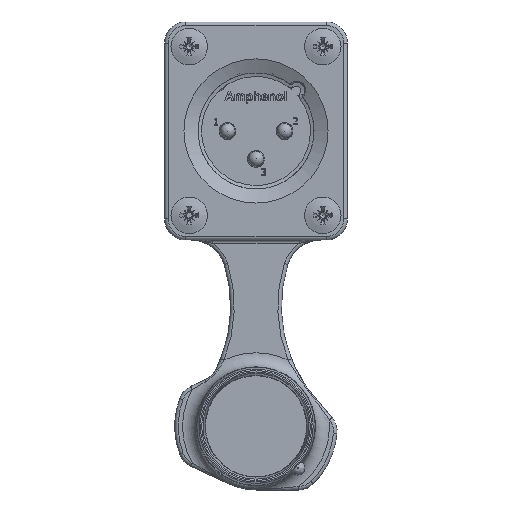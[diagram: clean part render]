
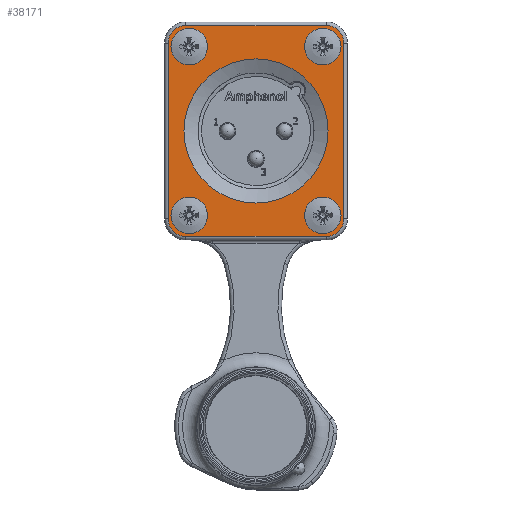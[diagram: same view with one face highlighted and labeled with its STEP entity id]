
A CAD part, top view. The second image highlights one B-rep face of the part: STEP entity #38171.
In plain terms, the highlighted planar face has unit normal (0, 0, 1).
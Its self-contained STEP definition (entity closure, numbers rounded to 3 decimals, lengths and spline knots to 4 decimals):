
#4419=FACE_BOUND('',#9076,.T.);
#4420=FACE_BOUND('',#9077,.T.);
#4421=FACE_BOUND('',#9078,.T.);
#4422=FACE_BOUND('',#9079,.T.);
#4423=FACE_BOUND('',#9080,.T.);
#4897=PLANE('',#40205);
#6925=FACE_OUTER_BOUND('',#9075,.T.);
#9075=EDGE_LOOP('',(#33530,#33531,#33532,#33533,#33534,#33535,#33536,#33537));
#9076=EDGE_LOOP('',(#33538));
#9077=EDGE_LOOP('',(#33539));
#9078=EDGE_LOOP('',(#33540));
#9079=EDGE_LOOP('',(#33541));
#9080=EDGE_LOOP('',(#33542));
#10376=LINE('',#138858,#12021);
#10377=LINE('',#138866,#12022);
#10378=LINE('',#138874,#12023);
#10380=LINE('',#138882,#12025);
#12021=VECTOR('',#44942,0.3937);
#12022=VECTOR('',#44953,0.3937);
#12023=VECTOR('',#44964,0.3937);
#12025=VECTOR('',#44976,0.3937);
#12838=CIRCLE('',#39188,0.1024);
#12880=CIRCLE('',#39347,0.1024);
#12922=CIRCLE('',#39505,0.1024);
#12964=CIRCLE('',#39664,0.1024);
#13129=CIRCLE('',#39963,0.0984);
#13132=CIRCLE('',#39968,0.0984);
#13135=CIRCLE('',#39973,0.0984);
#13138=CIRCLE('',#39978,0.0984);
#13185=CIRCLE('',#40173,0.4035);
#14759=VERTEX_POINT('',#67066);
#15247=VERTEX_POINT('',#88810);
#15719=VERTEX_POINT('',#109361);
#16205=VERTEX_POINT('',#130652);
#16445=VERTEX_POINT('',#138851);
#16446=VERTEX_POINT('',#138853);
#16447=VERTEX_POINT('',#138857);
#16448=VERTEX_POINT('',#138861);
#16449=VERTEX_POINT('',#138865);
#16450=VERTEX_POINT('',#138869);
#16451=VERTEX_POINT('',#138873);
#16452=VERTEX_POINT('',#138877);
#16802=VERTEX_POINT('',#141157);
#19074=EDGE_CURVE('',#14759,#14759,#12838,.T.);
#19858=EDGE_CURVE('',#15247,#15247,#12880,.T.);
#20610=EDGE_CURVE('',#15719,#15719,#12922,.T.);
#21379=EDGE_CURVE('',#16205,#16205,#12964,.T.);
#21821=EDGE_CURVE('',#16445,#16446,#13129,.T.);
#21823=EDGE_CURVE('',#16446,#16447,#10376,.T.);
#21825=EDGE_CURVE('',#16447,#16448,#13132,.T.);
#21827=EDGE_CURVE('',#16448,#16449,#10377,.T.);
#21829=EDGE_CURVE('',#16449,#16450,#13135,.T.);
#21831=EDGE_CURVE('',#16450,#16451,#10378,.T.);
#21833=EDGE_CURVE('',#16451,#16452,#13138,.T.);
#21836=EDGE_CURVE('',#16452,#16445,#10380,.T.);
#22370=EDGE_CURVE('',#16802,#16802,#13185,.T.);
#33530=ORIENTED_EDGE('',*,*,#21836,.F.);
#33531=ORIENTED_EDGE('',*,*,#21833,.F.);
#33532=ORIENTED_EDGE('',*,*,#21831,.F.);
#33533=ORIENTED_EDGE('',*,*,#21829,.F.);
#33534=ORIENTED_EDGE('',*,*,#21827,.F.);
#33535=ORIENTED_EDGE('',*,*,#21825,.F.);
#33536=ORIENTED_EDGE('',*,*,#21823,.F.);
#33537=ORIENTED_EDGE('',*,*,#21821,.F.);
#33538=ORIENTED_EDGE('',*,*,#21379,.F.);
#33539=ORIENTED_EDGE('',*,*,#20610,.F.);
#33540=ORIENTED_EDGE('',*,*,#19858,.F.);
#33541=ORIENTED_EDGE('',*,*,#19074,.F.);
#33542=ORIENTED_EDGE('',*,*,#22370,.F.);
#38171=ADVANCED_FACE('',(#6925,#4419,#4420,#4421,#4422,#4423),#4897,.T.);
#39188=AXIS2_PLACEMENT_3D('',#67068,#43021,#43022);
#39347=AXIS2_PLACEMENT_3D('',#88812,#43431,#43432);
#39505=AXIS2_PLACEMENT_3D('',#109363,#43838,#43839);
#39664=AXIS2_PLACEMENT_3D('',#130654,#44248,#44249);
#39963=AXIS2_PLACEMENT_3D('',#138854,#44936,#44937);
#39968=AXIS2_PLACEMENT_3D('',#138862,#44947,#44948);
#39973=AXIS2_PLACEMENT_3D('',#138870,#44958,#44959);
#39978=AXIS2_PLACEMENT_3D('',#138878,#44969,#44970);
#40173=AXIS2_PLACEMENT_3D('',#141158,#45728,#45729);
#40205=AXIS2_PLACEMENT_3D('',#141395,#45803,#45804);
#43021=DIRECTION('center_axis',(0.,0.,1.));
#43022=DIRECTION('ref_axis',(-1.,0.,0.));
#43431=DIRECTION('center_axis',(0.,0.,1.));
#43432=DIRECTION('ref_axis',(-1.,0.,0.));
#43838=DIRECTION('center_axis',(0.,0.,1.));
#43839=DIRECTION('ref_axis',(-1.,0.,0.));
#44248=DIRECTION('center_axis',(0.,0.,1.));
#44249=DIRECTION('ref_axis',(-1.,0.,0.));
#44936=DIRECTION('center_axis',(0.,0.,-1.));
#44937=DIRECTION('ref_axis',(-0.707,-0.707,0.));
#44942=DIRECTION('',(0.,1.,0.));
#44947=DIRECTION('center_axis',(0.,0.,-1.));
#44948=DIRECTION('ref_axis',(-0.707,0.707,0.));
#44953=DIRECTION('',(1.,0.,0.));
#44958=DIRECTION('center_axis',(0.,0.,-1.));
#44959=DIRECTION('ref_axis',(0.707,0.707,0.));
#44964=DIRECTION('',(0.,-1.,0.));
#44969=DIRECTION('center_axis',(0.,0.,-1.));
#44970=DIRECTION('ref_axis',(0.707,-0.707,0.));
#44976=DIRECTION('',(-1.,0.,0.));
#45728=DIRECTION('center_axis',(0.,0.,1.));
#45729=DIRECTION('ref_axis',(-1.,0.,0.));
#45803=DIRECTION('center_axis',(0.,0.,1.));
#45804=DIRECTION('ref_axis',(1.,0.,0.));
#67066=CARTESIAN_POINT('',(-0.2717,0.4724,0.0669));
#67068=CARTESIAN_POINT('Origin',(-0.374,0.4724,0.0669));
#88810=CARTESIAN_POINT('',(0.4764,0.4724,0.0669));
#88812=CARTESIAN_POINT('Origin',(0.374,0.4724,0.0669));
#109361=CARTESIAN_POINT('',(0.4764,-0.4724,0.0669));
#109363=CARTESIAN_POINT('Origin',(0.374,-0.4724,
0.0669));
#130652=CARTESIAN_POINT('',(-0.2717,-0.4724,0.0669));
#130654=CARTESIAN_POINT('Origin',(-0.374,-0.4724,0.0669));
#138851=CARTESIAN_POINT('',(-0.3937,-0.5906,0.0669));
#138853=CARTESIAN_POINT('',(-0.4921,-0.4921,0.0669));
#138854=CARTESIAN_POINT('Origin',(-0.3937,-0.4921,
0.0669));
#138857=CARTESIAN_POINT('',(-0.4921,0.4921,0.0669));
#138858=CARTESIAN_POINT('',(-0.4921,0.2461,0.0669));
#138861=CARTESIAN_POINT('',(-0.3937,0.5906,0.0669));
#138862=CARTESIAN_POINT('Origin',(-0.3937,0.4921,
0.0669));
#138865=CARTESIAN_POINT('',(0.3937,0.5906,0.0669));
#138866=CARTESIAN_POINT('',(0.1969,0.5906,0.0669));
#138869=CARTESIAN_POINT('',(0.4921,0.4921,0.0669));
#138870=CARTESIAN_POINT('Origin',(0.3937,0.4921,0.0669));
#138873=CARTESIAN_POINT('',(0.4921,-0.4921,0.0669));
#138874=CARTESIAN_POINT('',(0.4921,-0.2461,0.0669));
#138877=CARTESIAN_POINT('',(0.3937,-0.5906,0.0669));
#138878=CARTESIAN_POINT('Origin',(0.3937,-0.4921,
0.0669));
#138882=CARTESIAN_POINT('',(-0.1969,-0.5906,0.0669));
#141157=CARTESIAN_POINT('',(0.4035,0.,0.0669));
#141158=CARTESIAN_POINT('Origin',(0.,0.,
0.0669));
#141395=CARTESIAN_POINT('Origin',(0.,0.,
0.0669));
